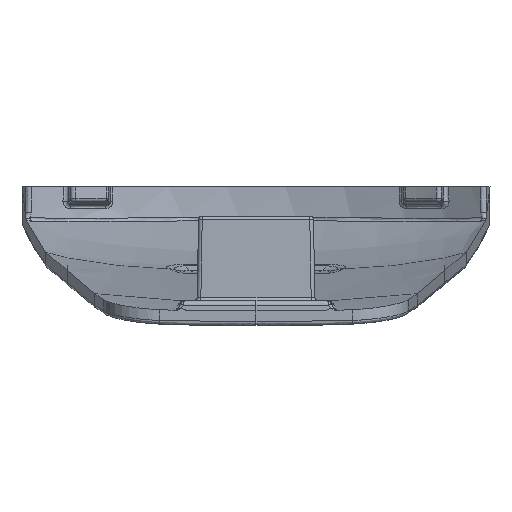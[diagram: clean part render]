
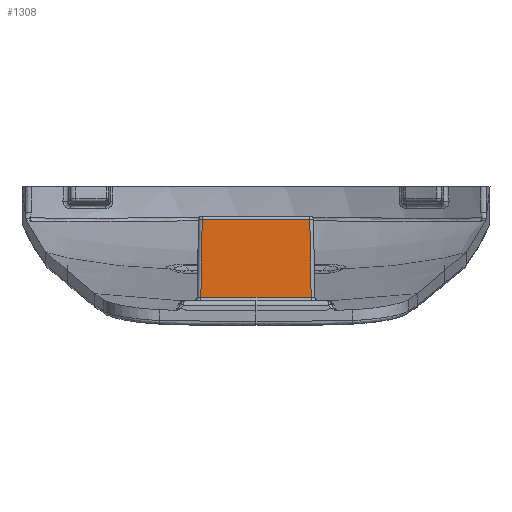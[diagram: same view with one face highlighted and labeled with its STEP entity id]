
A CAD part, front view. The second image highlights one B-rep face of the part: STEP entity #1308.
In plain terms, the highlighted planar face has unit normal (0, -1, 0.018).
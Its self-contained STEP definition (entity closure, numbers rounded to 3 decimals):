
#190 = CARTESIAN_POINT ( 'NONE',  ( 3.654, 16.346, -20.396 ) ) ;
#251 = ORIENTED_EDGE ( 'NONE', *, *, #10206, .T. ) ;
#373 = LINE ( 'NONE', #6409, #9575 ) ;
#772 = VERTEX_POINT ( 'NONE', #190 ) ;
#908 = VECTOR ( 'NONE', #7284, 1000. ) ;
#1308 = ADVANCED_FACE ( 'NONE', ( #2582 ), #1672, .T. ) ;
#1509 = ORIENTED_EDGE ( 'NONE', *, *, #4770, .T. ) ;
#1621 = CARTESIAN_POINT ( 'NONE',  ( -3.9, 16.346, -20.396 ) ) ;
#1672 = PLANE ( 'NONE',  #3608 ) ;
#1879 = LINE ( 'NONE', #4420, #10284 ) ;
#2210 = LINE ( 'NONE', #3846, #908 ) ;
#2256 = VERTEX_POINT ( 'NONE', #6819 ) ;
#2582 = FACE_OUTER_BOUND ( 'NONE', #5022, .T. ) ;
#2880 = EDGE_CURVE ( 'NONE', #10569, #772, #1879, .T. ) ;
#3376 = DIRECTION ( 'NONE',  ( 0., -0.017, -1. ) ) ;
#3608 = AXIS2_PLACEMENT_3D ( 'NONE', #5058, #6972, #3376 ) ;
#3846 = CARTESIAN_POINT ( 'NONE',  ( 4., 16.254, -25.654 ) ) ;
#4420 = CARTESIAN_POINT ( 'NONE',  ( 3.748, 16.252, -25.782 ) ) ;
#4477 = DIRECTION ( 'NONE',  ( -0.017, 0.017, 1. ) ) ;
#4770 = EDGE_CURVE ( 'NONE', #772, #6341, #8351, .T. ) ;
#5022 = EDGE_LOOP ( 'NONE', ( #1509, #7874, #251, #7627 ) ) ;
#5058 = CARTESIAN_POINT ( 'NONE',  ( -3., 16.25, -25.9 ) ) ;
#5152 = EDGE_CURVE ( 'NONE', #6341, #2256, #373, .T. ) ;
#6341 = VERTEX_POINT ( 'NONE', #9007 ) ;
#6409 = CARTESIAN_POINT ( 'NONE',  ( -3.75, 16.25, -25.887 ) ) ;
#6465 = DIRECTION ( 'NONE',  ( -0.017, -0.017, -1. ) ) ;
#6681 = VECTOR ( 'NONE', #11005, 1000. ) ;
#6819 = CARTESIAN_POINT ( 'NONE',  ( -3.746, 16.254, -25.654 ) ) ;
#6972 = DIRECTION ( 'NONE',  ( 0., -1., 0.017 ) ) ;
#7284 = DIRECTION ( 'NONE',  ( 1., 0., 0. ) ) ;
#7627 = ORIENTED_EDGE ( 'NONE', *, *, #2880, .T. ) ;
#7874 = ORIENTED_EDGE ( 'NONE', *, *, #5152, .T. ) ;
#8351 = LINE ( 'NONE', #1621, #6681 ) ;
#9007 = CARTESIAN_POINT ( 'NONE',  ( -3.654, 16.346, -20.396 ) ) ;
#9575 = VECTOR ( 'NONE', #6465, 1000. ) ;
#9756 = CARTESIAN_POINT ( 'NONE',  ( 3.746, 16.254, -25.654 ) ) ;
#10206 = EDGE_CURVE ( 'NONE', #2256, #10569, #2210, .T. ) ;
#10284 = VECTOR ( 'NONE', #4477, 1000. ) ;
#10569 = VERTEX_POINT ( 'NONE', #9756 ) ;
#11005 = DIRECTION ( 'NONE',  ( -1., 0., 0. ) ) ;
